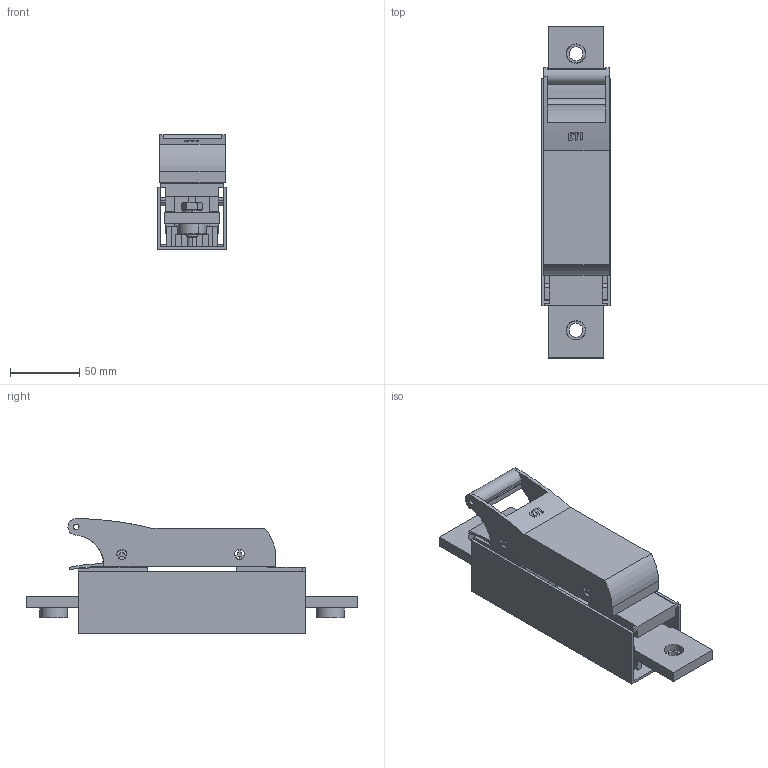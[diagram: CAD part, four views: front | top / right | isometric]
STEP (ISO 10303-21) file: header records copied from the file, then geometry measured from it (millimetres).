
FILE_DESCRIPTION((''),'2;1');
FILE_NAME('T507111302_L_NH-SICHERUNGSTRENN_ASM','2022-01-31T12:34:38',('marketing.praksa'),('Audax d.o.o.'),'CREO PARAMETRIC BY PTC INC, 2021304','CREO PARAMETRIC BY PTC INC, 2021304','');
FILE_SCHEMA(('AP242_MANAGED_MODEL_BASED_3D_ENGINEERING_MIM_LF { 1 0 10303 442 1 1 4 }'));
Length unit declared in the file: millimetre
Products named in the file (13): 34175_04_L_SCHUTZABDECKUNG_OBEN; 34176_02_L_SCHUTZABDECKUNG_UNTE; 34199_L_FRONTPLATTE_GR00_1-POLI; 155914_01_L01_KONTAKT_DC_800V; 158776_ANSCHLUSSLASCHE_R; 61246_SETZMUTTER_M12_1_R8_1_8_1; 66812_FEDERRING_DIN_127_A8; 68292_SECHSKANTSCHRAUBE_DIN933-; 34174_L_TRENNERGEHAEUSE_GR00_1-; 158759_GEWINDEPLATTE; 153126_L01_FEDERKONTAKT_GR00; PRT9565; T507111302_L_NH-SICHERUNGSTRENN_ASM
Assembly tree (19 placements, depth 2):
  T507111302_L_NH-SICHERUNGSTRENN_ASM
    34175_04_L_SCHUTZABDECKUNG_OBEN
    34176_02_L_SCHUTZABDECKUNG_UNTE
    34199_L_FRONTPLATTE_GR00_1-POLI
    155914_01_L01_KONTAKT_DC_800V  x2
    158776_ANSCHLUSSLASCHE_R  x2
    61246_SETZMUTTER_M12_1_R8_1_8_1  x2
    66812_FEDERRING_DIN_127_A8  x2
    68292_SECHSKANTSCHRAUBE_DIN933-  x2
    34174_L_TRENNERGEHAEUSE_GR00_1-
    158759_GEWINDEPLATTE  x2
    153126_L01_FEDERKONTAKT_GR00  x2
    PRT9565
Bounding box: 50 x 240 x 83.08 mm (x, y, z)
Volume: 344641.5 mm3; surface area: 139074.6 mm2
Topology: 21 solids, 21 shells, 648 faces, 1831 edges, 1244 vertices
Faces by surface type: plane 430, cylinder 198, cone 20
Entity records: 27600 total; most frequent: CARTESIAN_POINT 3579, ORIENTED_EDGE 2972, DIRECTION 2940, PRESENTATION_STYLE_ASSIGNMENT 2046, STYLED_ITEM 2046, CURVE_STYLE 1501, EDGE_CURVE 1486, VECTOR 1076
